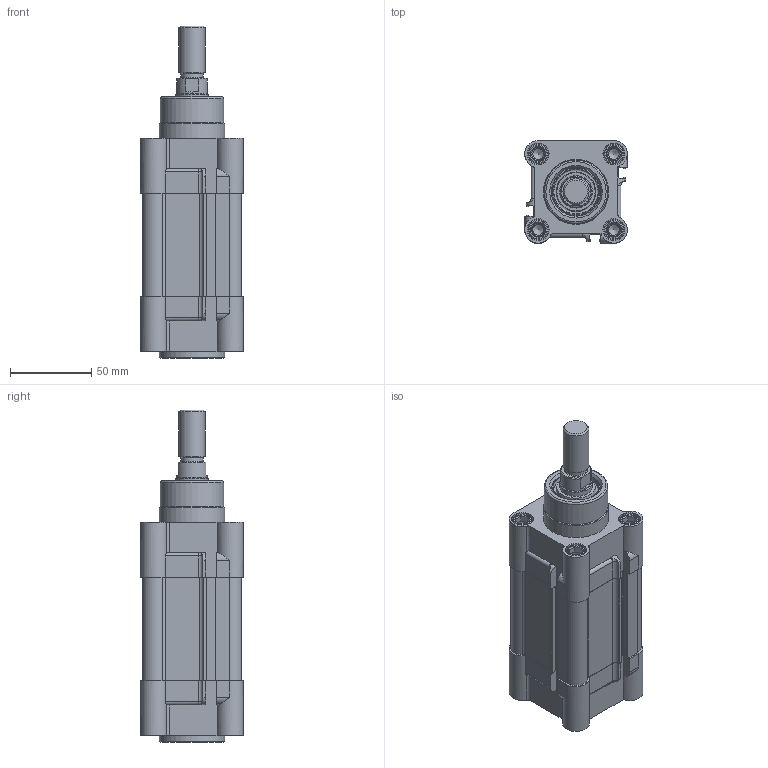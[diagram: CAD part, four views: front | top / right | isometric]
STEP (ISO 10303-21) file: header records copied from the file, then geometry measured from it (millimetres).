
FILE_DESCRIPTION(/* description */ (''),/* implementation_level */ '2;1');
FILE_NAME(/* name */ 'xl_50-25.stp',/* time_stamp */ '2017-09-07T08:24:22+02:00',/* author */ ('leitheußer'),/* organization */ (''),/* preprocessor_version */ 'ST-DEVELOPER v15.6',/* originating_system */ 'Autodesk Inventor LT ',/* authorisation */ '');
FILE_SCHEMA (('AUTOMOTIVE_DESIGN { 1 0 10303 214 3 1 1 }'));
Length unit declared in the file: millimetre
Products named in the file (1): CDEMA050_0025_X
Bounding box: 63 x 63 x 204 mm (x, y, z)
Volume: 402131.6 mm3; surface area: 169149.4 mm2
Topology: 30 solids, 30 shells, 895 faces, 2010 edges, 1253 vertices
Faces by surface type: plane 399, cylinder 285, cone 149, torus 58, sphere 4
Full cylindrical faces by diameter (mm): 1.5 x4, 2 x2, 2.5 x4, 3 x2, 4 x2, 4.134 x2, 4.2 x4, 4.5 x4, 5 x2, 5.9 x4, 6 x6, 6.5 x2, 6.647 x8, 7 x4, 7.4 x4, 7.75 x8, 7.85 x2, 8 x24, 8.376 x1, 9 x8, 10 x3, 11.445 x2, 12 x8, 13 x8, 13.55 x1, 16 x1, 19 x7, 20 x4, 20.05 x2, 24 x2
Entity records: 23243 total; most frequent: CARTESIAN_POINT 4570, DIRECTION 4056, ORIENTED_EDGE 3176, AXIS2_PLACEMENT_3D 1696, EDGE_CURVE 1588, EDGE_LOOP 1420, VERTEX_POINT 1194, FACE_OUTER_BOUND 895
